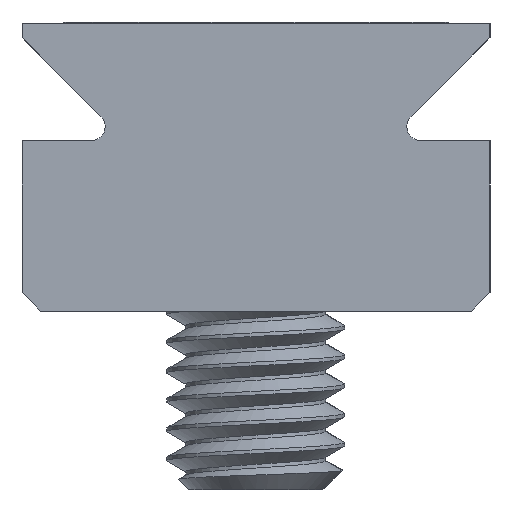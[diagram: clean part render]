
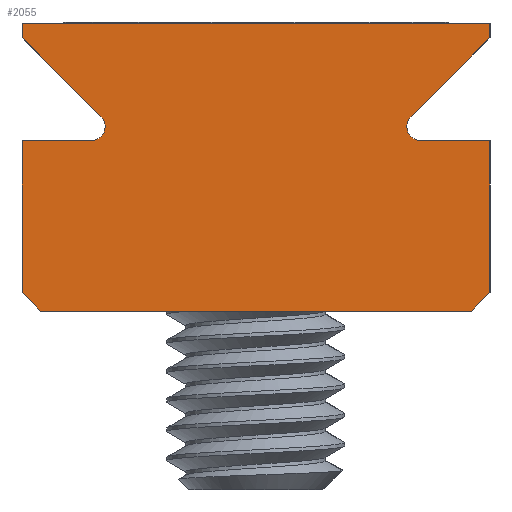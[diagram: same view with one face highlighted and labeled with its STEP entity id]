
A CAD part, left-side view. The second image highlights one B-rep face of the part: STEP entity #2055.
In plain terms, the highlighted planar face has unit normal (-1, 0, 0).
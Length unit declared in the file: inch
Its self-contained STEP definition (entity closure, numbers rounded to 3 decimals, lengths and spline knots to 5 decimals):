
#14 = EDGE_CURVE ( 'NONE', #3990, #6945, #7796, .T. ) ;
#109 = DIRECTION ( 'NONE',  ( 0., 0., 1. ) ) ;
#177 = CARTESIAN_POINT ( 'NONE',  ( -2.916, 0.25, 0.125 ) ) ;
#399 = DIRECTION ( 'NONE',  ( 0., -0.707, -0.707 ) ) ;
#460 = VECTOR ( 'NONE', #2778, 39.37008 ) ;
#535 = CARTESIAN_POINT ( 'NONE',  ( -2.916, -0.14, 0. ) ) ;
#566 = EDGE_CURVE ( 'NONE', #5371, #3360, #10168, .T. ) ;
#582 = VECTOR ( 'NONE', #7420, 39.37008 ) ;
#601 = CARTESIAN_POINT ( 'NONE',  ( -2.916, 0.17621, 0. ) ) ;
#714 = DIRECTION ( 'NONE',  ( 0., 0., -1. ) ) ;
#825 = LINE ( 'NONE', #6293, #9221 ) ;
#1163 = VERTEX_POINT ( 'NONE', #7364 ) ;
#1367 = ORIENTED_EDGE ( 'NONE', *, *, #1945, .T. ) ;
#1491 = VECTOR ( 'NONE', #109, 39.37008 ) ;
#1542 = VECTOR ( 'NONE', #8044, 39.37008 ) ;
#1560 = DIRECTION ( 'NONE',  ( 0., -1., 0. ) ) ;
#1579 = DIRECTION ( 'NONE',  ( 0., 0., 1. ) ) ;
#1696 = EDGE_CURVE ( 'NONE', #3659, #5371, #10141, .T. ) ;
#1708 = CARTESIAN_POINT ( 'NONE',  ( -2.916, 0.25, 0. ) ) ;
#1779 = VECTOR ( 'NONE', #2651, 39.37008 ) ;
#1902 = DIRECTION ( 'NONE',  ( 0., 0., -1. ) ) ;
#1913 = FACE_OUTER_BOUND ( 'NONE', #6583, .T. ) ;
#1945 = EDGE_CURVE ( 'NONE', #2096, #3659, #8958, .T. ) ;
#1947 = LINE ( 'NONE', #3742, #10132 ) ;
#1957 = ORIENTED_EDGE ( 'NONE', *, *, #4163, .T. ) ;
#1959 = VECTOR ( 'NONE', #3213, 39.37008 ) ;
#2055 = ADVANCED_FACE ( 'NONE', ( #1913 ), #7882, .F. ) ;
#2096 = VERTEX_POINT ( 'NONE', #601 ) ;
#2139 = DIRECTION ( 'NONE',  ( 0., -0.707, 0.707 ) ) ;
#2217 = EDGE_CURVE ( 'NONE', #9398, #6822, #6754, .T. ) ;
#2262 = CARTESIAN_POINT ( 'NONE',  ( -2.916, -0.23031, -0.182 ) ) ;
#2263 = LINE ( 'NONE', #4172, #1779 ) ;
#2373 = CARTESIAN_POINT ( 'NONE',  ( -2.916, -0.16561, 0.02561 ) ) ;
#2419 = EDGE_CURVE ( 'NONE', #2519, #2712, #7598, .T. ) ;
#2509 = VERTEX_POINT ( 'NONE', #3158 ) ;
#2519 = VERTEX_POINT ( 'NONE', #7001 ) ;
#2651 = DIRECTION ( 'NONE',  ( 0., 1., 0. ) ) ;
#2712 = VERTEX_POINT ( 'NONE', #177 ) ;
#2734 = AXIS2_PLACEMENT_3D ( 'NONE', #10175, #5444, #714 ) ;
#2778 = DIRECTION ( 'NONE',  ( 0., -0.707, 0.707 ) ) ;
#2819 = CARTESIAN_POINT ( 'NONE',  ( -2.916, -0.25, 0.125 ) ) ;
#3158 = CARTESIAN_POINT ( 'NONE',  ( -2.916, -0.25, -0.16231 ) ) ;
#3213 = DIRECTION ( 'NONE',  ( 0., 0., -1. ) ) ;
#3238 = LINE ( 'NONE', #10111, #7204 ) ;
#3357 = ORIENTED_EDGE ( 'NONE', *, *, #14, .T. ) ;
#3360 = VERTEX_POINT ( 'NONE', #5764 ) ;
#3383 = ORIENTED_EDGE ( 'NONE', *, *, #6766, .T. ) ;
#3525 = AXIS2_PLACEMENT_3D ( 'NONE', #8506, #3793, #9304 ) ;
#3566 = CARTESIAN_POINT ( 'NONE',  ( -2.916, 0.16561, 0.02561 ) ) ;
#3571 = CARTESIAN_POINT ( 'NONE',  ( -2.916, 0.25, 0. ) ) ;
#3659 = VERTEX_POINT ( 'NONE', #3571 ) ;
#3717 = ORIENTED_EDGE ( 'NONE', *, *, #1696, .T. ) ;
#3742 = CARTESIAN_POINT ( 'NONE',  ( -2.916, -0.25, -0.16231 ) ) ;
#3793 = DIRECTION ( 'NONE',  ( 1., 0., 0. ) ) ;
#3826 = LINE ( 'NONE', #9447, #6436 ) ;
#3880 = ORIENTED_EDGE ( 'NONE', *, *, #9346, .T. ) ;
#3987 = ORIENTED_EDGE ( 'NONE', *, *, #9838, .T. ) ;
#3990 = VERTEX_POINT ( 'NONE', #8856 ) ;
#4163 = EDGE_CURVE ( 'NONE', #6850, #1163, #2263, .T. ) ;
#4172 = CARTESIAN_POINT ( 'NONE',  ( -2.916, -0.25, 0. ) ) ;
#4276 = CIRCLE ( 'NONE', #3525, 0.015 ) ;
#4521 = EDGE_CURVE ( 'NONE', #2712, #3990, #3238, .T. ) ;
#4871 = CARTESIAN_POINT ( 'NONE',  ( -2.916, -0.25, 0.11 ) ) ;
#5261 = ORIENTED_EDGE ( 'NONE', *, *, #2217, .T. ) ;
#5371 = VERTEX_POINT ( 'NONE', #10093 ) ;
#5444 = DIRECTION ( 'NONE',  ( 1., 0., 0. ) ) ;
#5733 = ORIENTED_EDGE ( 'NONE', *, *, #6591, .T. ) ;
#5764 = CARTESIAN_POINT ( 'NONE',  ( -2.916, 0.23031, -0.182 ) ) ;
#6281 = DIRECTION ( 'NONE',  ( 0., -0.707, -0.707 ) ) ;
#6293 = CARTESIAN_POINT ( 'NONE',  ( -2.916, -0.23031, -0.182 ) ) ;
#6436 = VECTOR ( 'NONE', #1579, 39.37008 ) ;
#6518 = CARTESIAN_POINT ( 'NONE',  ( -2.916, -0.25, 0.11 ) ) ;
#6583 = EDGE_LOOP ( 'NONE', ( #3717, #8500, #3880, #7213, #9161, #1957, #3987, #5261, #3383, #7817, #10178, #3357, #5733, #1367 ) ) ;
#6591 = EDGE_CURVE ( 'NONE', #6945, #2096, #6947, .T. ) ;
#6754 = LINE ( 'NONE', #535, #460 ) ;
#6756 = CARTESIAN_POINT ( 'NONE',  ( -2.916, 0.14, 0. ) ) ;
#6766 = EDGE_CURVE ( 'NONE', #6822, #2519, #7546, .T. ) ;
#6822 = VERTEX_POINT ( 'NONE', #6518 ) ;
#6850 = VERTEX_POINT ( 'NONE', #7258 ) ;
#6945 = VERTEX_POINT ( 'NONE', #3566 ) ;
#6947 = CIRCLE ( 'NONE', #2734, 0.015 ) ;
#6949 = DIRECTION ( 'NONE',  ( 1., 0., 0. ) ) ;
#7001 = CARTESIAN_POINT ( 'NONE',  ( -2.916, -0.25, 0.125 ) ) ;
#7204 = VECTOR ( 'NONE', #7578, 39.37008 ) ;
#7213 = ORIENTED_EDGE ( 'NONE', *, *, #9208, .T. ) ;
#7243 = EDGE_CURVE ( 'NONE', #2509, #6850, #3826, .T. ) ;
#7258 = CARTESIAN_POINT ( 'NONE',  ( -2.916, -0.25, 0. ) ) ;
#7364 = CARTESIAN_POINT ( 'NONE',  ( -2.916, -0.17621, 0. ) ) ;
#7420 = DIRECTION ( 'NONE',  ( 0., 1., 0. ) ) ;
#7546 = LINE ( 'NONE', #4871, #1491 ) ;
#7578 = DIRECTION ( 'NONE',  ( 0., 0., -1. ) ) ;
#7598 = LINE ( 'NONE', #2819, #1542 ) ;
#7629 = CARTESIAN_POINT ( 'NONE',  ( -2.916, 0.23031, -0.182 ) ) ;
#7665 = VERTEX_POINT ( 'NONE', #2262 ) ;
#7780 = VECTOR ( 'NONE', #399, 39.37008 ) ;
#7796 = LINE ( 'NONE', #10244, #9911 ) ;
#7817 = ORIENTED_EDGE ( 'NONE', *, *, #2419, .T. ) ;
#7882 = PLANE ( 'NONE',  #9159 ) ;
#8044 = DIRECTION ( 'NONE',  ( 0., 1., 0. ) ) ;
#8500 = ORIENTED_EDGE ( 'NONE', *, *, #566, .T. ) ;
#8506 = CARTESIAN_POINT ( 'NONE',  ( -2.916, -0.17621, 0.015 ) ) ;
#8856 = CARTESIAN_POINT ( 'NONE',  ( -2.916, 0.25, 0.11 ) ) ;
#8958 = LINE ( 'NONE', #6756, #582 ) ;
#9159 = AXIS2_PLACEMENT_3D ( 'NONE', #10230, #6949, #1902 ) ;
#9161 = ORIENTED_EDGE ( 'NONE', *, *, #7243, .T. ) ;
#9208 = EDGE_CURVE ( 'NONE', #7665, #2509, #1947, .T. ) ;
#9221 = VECTOR ( 'NONE', #1560, 39.37008 ) ;
#9304 = DIRECTION ( 'NONE',  ( 0., 0., -1. ) ) ;
#9346 = EDGE_CURVE ( 'NONE', #3360, #7665, #825, .T. ) ;
#9398 = VERTEX_POINT ( 'NONE', #2373 ) ;
#9447 = CARTESIAN_POINT ( 'NONE',  ( -2.916, -0.25, 0. ) ) ;
#9838 = EDGE_CURVE ( 'NONE', #1163, #9398, #4276, .T. ) ;
#9911 = VECTOR ( 'NONE', #6281, 39.37008 ) ;
#10093 = CARTESIAN_POINT ( 'NONE',  ( -2.916, 0.25, -0.16231 ) ) ;
#10111 = CARTESIAN_POINT ( 'NONE',  ( -2.916, 0.25, 0.125 ) ) ;
#10132 = VECTOR ( 'NONE', #2139, 39.37008 ) ;
#10141 = LINE ( 'NONE', #1708, #1959 ) ;
#10168 = LINE ( 'NONE', #7629, #7780 ) ;
#10175 = CARTESIAN_POINT ( 'NONE',  ( -2.916, 0.17621, 0.015 ) ) ;
#10178 = ORIENTED_EDGE ( 'NONE', *, *, #4521, .T. ) ;
#10230 = CARTESIAN_POINT ( 'NONE',  ( -2.916, 0., 0. ) ) ;
#10244 = CARTESIAN_POINT ( 'NONE',  ( -2.916, 0.25, 0.11 ) ) ;
